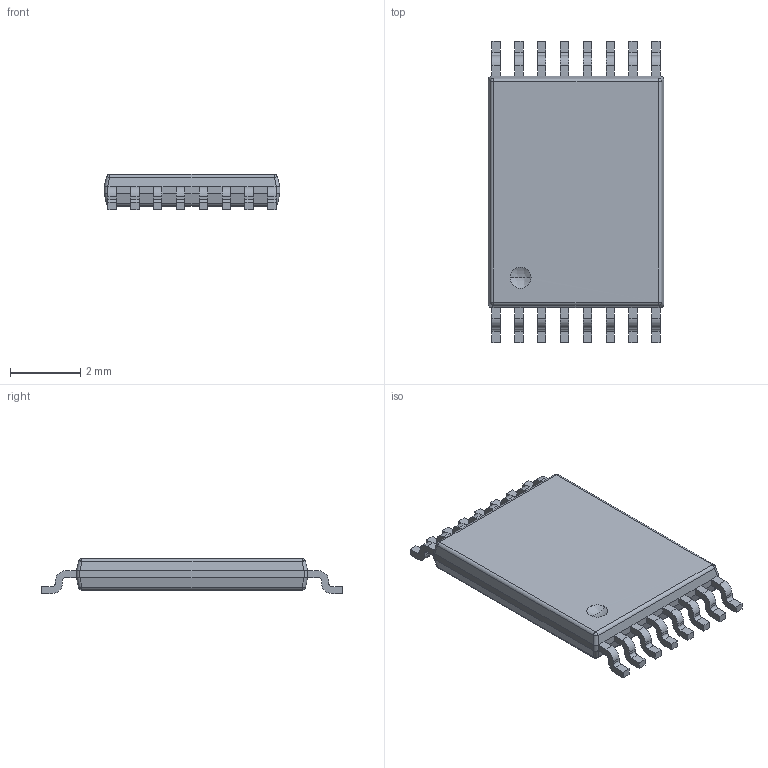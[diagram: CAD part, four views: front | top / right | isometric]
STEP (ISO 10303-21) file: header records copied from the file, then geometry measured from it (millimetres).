
FILE_DESCRIPTION (( 'STEP AP214' ), '1' );
FILE_NAME ('User Library-TSSOP-16.step', '2014-11-21T07:58:00', ( '' ), ( '' ), 'SwSTEP 2.0', 'SolidWorks 2014', '' );
FILE_SCHEMA (( 'AUTOMOTIVE_DESIGN' ));
Length unit declared in the file: millimetre
Products named in the file (1): User Library-TSSOP-16
Bounding box: 5 x 8.58 x 1 mm (x, y, z)
Volume: 29.9 mm3; surface area: 100.2 mm2
Topology: 1 solids, 1 shells, 270 faces, 709 edges, 442 vertices
Faces by surface type: plane 174, cylinder 86, bspline 10
Entity records: 8835 total; most frequent: CARTESIAN_POINT 1644, ORIENTED_EDGE 1418, DIRECTION 1364, EDGE_CURVE 709, VECTOR 528, LINE 528, VERTEX_POINT 442, AXIS2_PLACEMENT_3D 418
